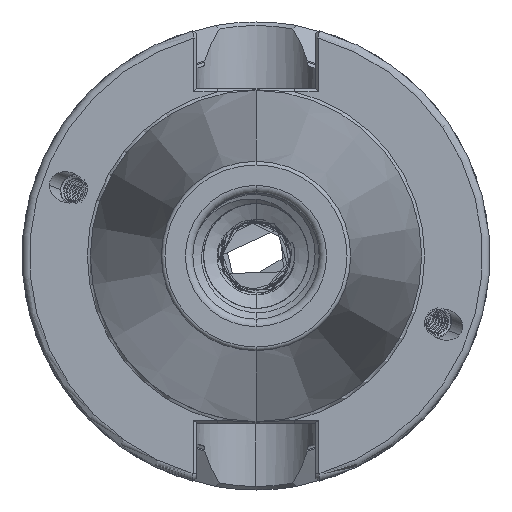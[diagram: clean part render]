
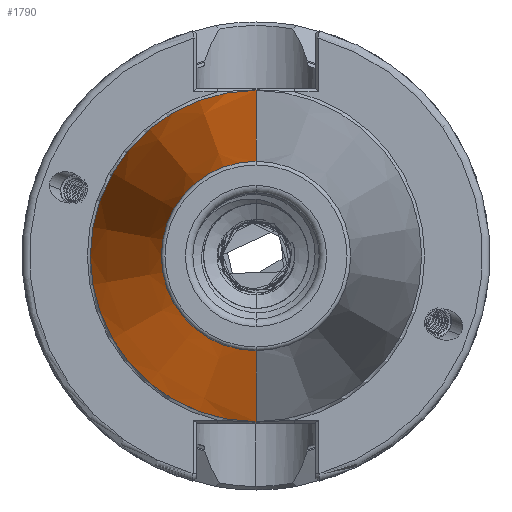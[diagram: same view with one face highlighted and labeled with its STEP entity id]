
A CAD part, left-side view. The second image highlights one B-rep face of the part: STEP entity #1790.
In plain terms, the highlighted conical face has half-angle 8.297 degrees and reference radius 22.298 mm.
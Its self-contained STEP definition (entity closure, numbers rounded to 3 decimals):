
#173 = AXIS2_PLACEMENT_3D ( 'NONE', #11640, #11641, #11642 ) ;
#180 = AXIS2_PLACEMENT_3D ( 'NONE', #11643, #11650, #11651 ) ;
#181 = VECTOR ( 'NONE', #11649, 1000. ) ;
#1790 = ADVANCED_FACE ( 'NONE', ( #10035 ), #19974, .T. ) ;
#2441 = EDGE_LOOP ( 'NONE', ( #10687, #10689, #10688, #10690 ) ) ;
#8980 = CARTESIAN_POINT ( 'NONE',  ( -1.5, 0., -22.298 ) ) ;
#8981 = CARTESIAN_POINT ( 'NONE',  ( -1.5, 0., 22.298 ) ) ;
#8982 = CARTESIAN_POINT ( 'NONE',  ( -66.972, 0., -12.75 ) ) ;
#8983 = CARTESIAN_POINT ( 'NONE',  ( -66.972, 0., 12.75 ) ) ;
#10035 = FACE_OUTER_BOUND ( 'NONE', #2441, .T. ) ;
#10039 = AXIS2_PLACEMENT_3D ( 'NONE', #15823, #15824, #15825 ) ;
#10687 = ORIENTED_EDGE ( 'NONE', *, *, #19595, .T. ) ;
#10688 = ORIENTED_EDGE ( 'NONE', *, *, #19592, .F. ) ;
#10689 = ORIENTED_EDGE ( 'NONE', *, *, #19594, .T. ) ;
#10690 = ORIENTED_EDGE ( 'NONE', *, *, #19596, .F. ) ;
#11640 = CARTESIAN_POINT ( 'NONE',  ( -1.5, 0., 0. ) ) ;
#11641 = DIRECTION ( 'NONE',  ( 1., 0., 0. ) ) ;
#11642 = DIRECTION ( 'NONE',  ( 0., 0., -1. ) ) ;
#11643 = CARTESIAN_POINT ( 'NONE',  ( -66.972, 0., 0. ) ) ;
#11647 = LINE ( 'NONE', #11648, #181 ) ;
#11648 = CARTESIAN_POINT ( 'NONE',  ( -1.5, 0., 22.298 ) ) ;
#11649 = DIRECTION ( 'NONE',  ( 0.99, 0., 0.144 ) ) ;
#11650 = DIRECTION ( 'NONE',  ( 1., 0., 0. ) ) ;
#11651 = DIRECTION ( 'NONE',  ( 0., 0., -1. ) ) ;
#11653 = LINE ( 'NONE', #11654, #11674 ) ;
#11654 = CARTESIAN_POINT ( 'NONE',  ( -1.5, 0., -22.298 ) ) ;
#11655 = DIRECTION ( 'NONE',  ( 0.99, 0., -0.144 ) ) ;
#11674 = VECTOR ( 'NONE', #11655, 1000. ) ;
#14609 = VERTEX_POINT ( 'NONE', #8980 ) ;
#14610 = VERTEX_POINT ( 'NONE', #8981 ) ;
#14611 = VERTEX_POINT ( 'NONE', #8982 ) ;
#14612 = VERTEX_POINT ( 'NONE', #8983 ) ;
#15823 = CARTESIAN_POINT ( 'NONE',  ( -1.5, 0., 0. ) ) ;
#15824 = DIRECTION ( 'NONE',  ( 1., 0., 0. ) ) ;
#15825 = DIRECTION ( 'NONE',  ( 0., 0., -1. ) ) ;
#19592 = EDGE_CURVE ( 'NONE', #14609, #14610, #20240, .T. ) ;
#19594 = EDGE_CURVE ( 'NONE', #14612, #14610, #11647, .T. ) ;
#19595 = EDGE_CURVE ( 'NONE', #14611, #14612, #20241, .T. ) ;
#19596 = EDGE_CURVE ( 'NONE', #14611, #14609, #11653, .T. ) ;
#19974 = CONICAL_SURFACE ( 'NONE', #10039, 22.298, 0.145 ) ;
#20240 = CIRCLE ( 'NONE', #173, 22.298 ) ;
#20241 = CIRCLE ( 'NONE', #180, 12.75 ) ;
